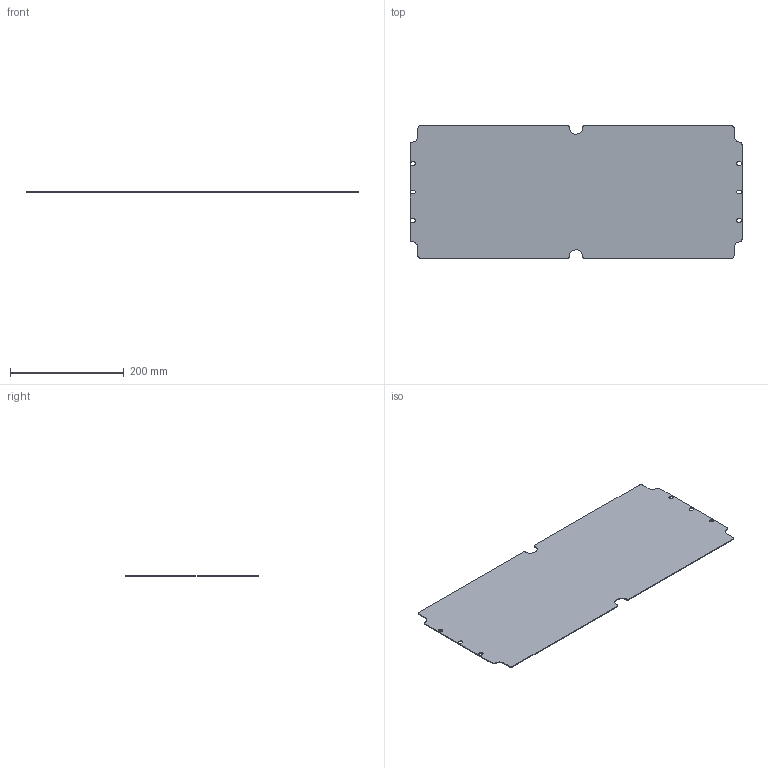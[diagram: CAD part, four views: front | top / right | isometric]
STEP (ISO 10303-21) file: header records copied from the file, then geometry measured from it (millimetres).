
FILE_DESCRIPTION(('CATIA V5R24 STEP','CAx-IF Rec.Pracs.--- Model Styling and Organization---1.2---2011-12-15'),'2;1');
FILE_NAME ('D1464912_1_9510660000_9510660000.stp','2018-09-04T08:30:15+00:00',('none'),('Weidmueller'),'CATIA Version 5-6 Release 2014 SP4 HF52','CATIA V5 STEP AP214','none');
FILE_SCHEMA(('AUTOMOTIVE_DESIGN { 1 0 10303 214 1 1 1 1 }'));
Length unit declared in the file: millimetre
Products named in the file (1): 9510660000_POK_MOPL_2560
Bounding box: 583 x 233 x 1.5 mm (x, y, z)
Volume: 200080.1 mm3; surface area: 269448.1 mm2
Topology: 1 solids, 1 shells, 74 faces, 216 edges, 144 vertices
Faces by surface type: cylinder 50, plane 24
Entity records: 3222 total; most frequent: CARTESIAN_POINT 1374, ORIENTED_EDGE 432, DIRECTION 283, EDGE_CURVE 216, VERTEX_POINT 144, VECTOR 116, LINE 116, AXIS2_PLACEMENT_3D 94
